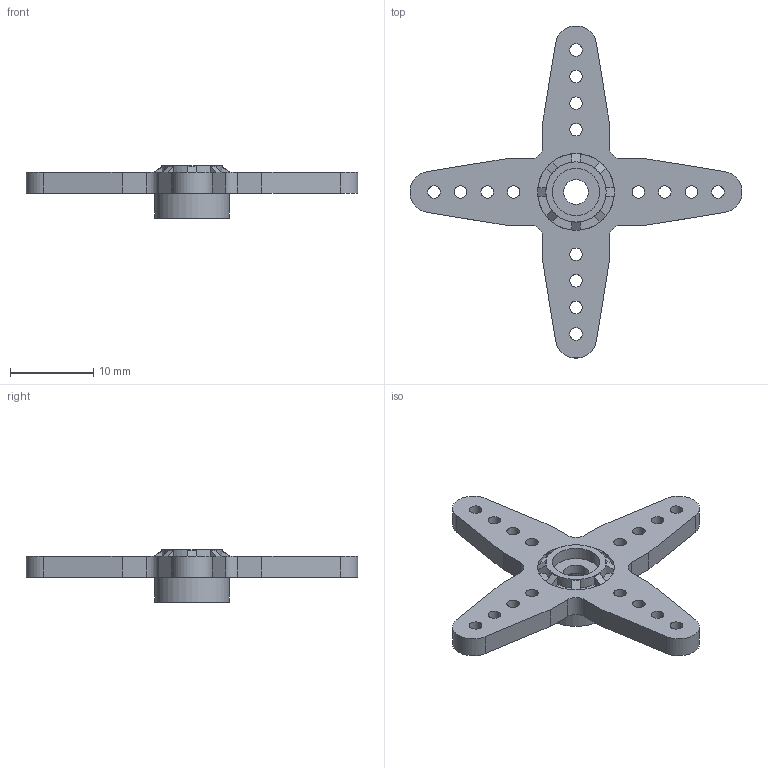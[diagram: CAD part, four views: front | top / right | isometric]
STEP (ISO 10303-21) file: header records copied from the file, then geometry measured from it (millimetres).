
FILE_DESCRIPTION(('FreeCAD Model'),'2;1');
FILE_NAME('Open CASCADE Shape Model','2024-09-06T20:51:21',(''),(''), 'Open CASCADE STEP processor 7.6','FreeCAD','Unknown');
FILE_SCHEMA(('AUTOMOTIVE_DESIGN { 1 0 10303 214 1 1 1 1 }'));
Length unit declared in the file: millimetre
Products named in the file (1): arm_4pad
Bounding box: 39.98 x 39.98 x 6.3 mm (x, y, z)
Volume: 1213.8 mm3; surface area: 1701.4 mm2
Topology: 1 solids, 1 shells, 158 faces, 465 edges, 313 vertices
Faces by surface type: plane 104, cylinder 54
Full cylindrical faces by diameter (mm): 1.5 x16, 3 x1, 5.7 x1, 7.25 x1, 9 x1, 9.25 x1
Entity records: 11595 total; most frequent: CARTESIAN_POINT 2142, DIRECTION 1812, LINE 1072, VECTOR 1072, ORIENTED_EDGE 930, PCURVE 930, DEFINITIONAL_REPRESENTATION 930, EDGE_CURVE 465
